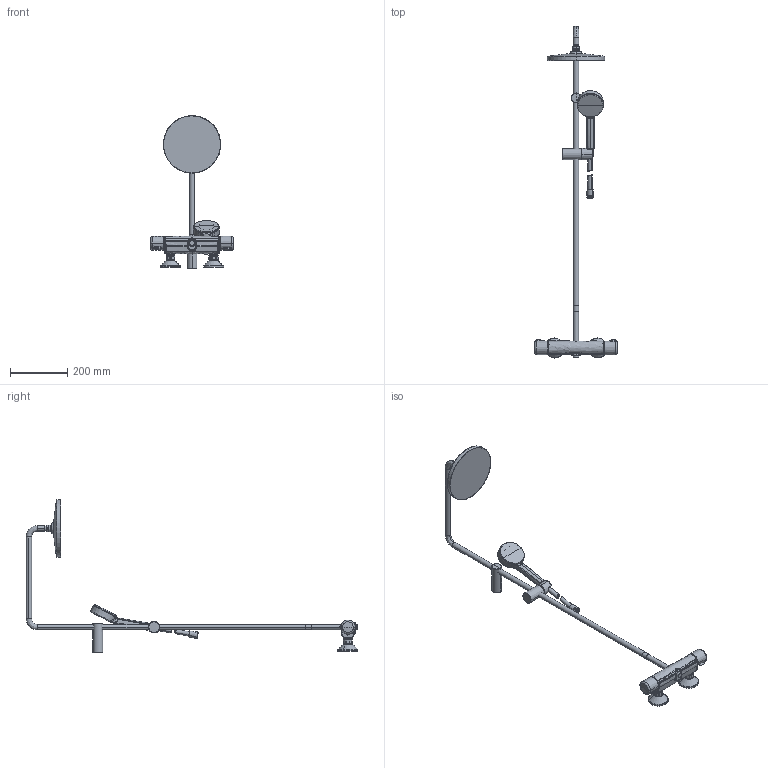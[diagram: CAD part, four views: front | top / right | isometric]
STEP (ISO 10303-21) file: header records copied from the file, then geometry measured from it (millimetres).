
FILE_DESCRIPTION (( 'STEP AP203' ), '1' );
FILE_NAME ('55350110(2022).STEP', '2022-10-26T05:51:24', ( '' ), ( '' ), 'SwSTEP 2.0', 'SolidWorks 2016', '' );
FILE_SCHEMA (( 'CONFIG_CONTROL_DESIGN' ));
Products named in the file (1): 55350110(2022)
Bounding box: 289.92 x 1154.99 x 531.47 mm (x, y, z)
Volume: 1854376.9 mm3; surface area: 404819.5 mm2
Topology: 25 solids, 25 shells, 917 faces, 2151 edges, 1291 vertices
Faces by surface type: bspline 408, cylinder 221, plane 115, cone 77, torus 64, sphere 32
Entity records: 60320 total; most frequent: CARTESIAN_POINT 42541, ORIENTED_EDGE 4254, DIRECTION 2946, EDGE_CURVE 2127, AXIS2_PLACEMENT_3D 1315, VERTEX_POINT 1289, EDGE_LOOP 958, ADVANCED_FACE 917
